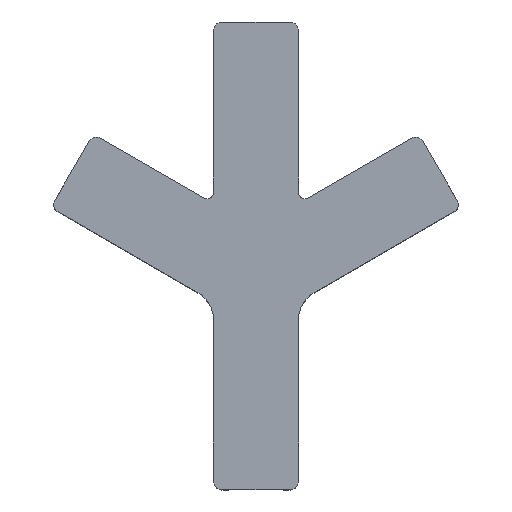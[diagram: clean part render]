
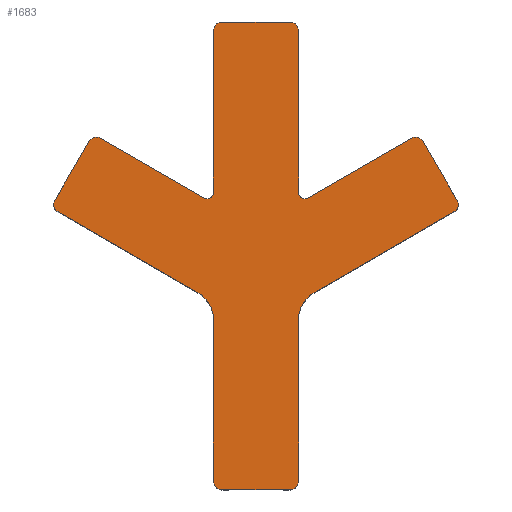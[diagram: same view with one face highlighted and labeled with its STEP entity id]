
A CAD part, top view. The second image highlights one B-rep face of the part: STEP entity #1683.
In plain terms, the highlighted planar face has unit normal (0, 0, 1).
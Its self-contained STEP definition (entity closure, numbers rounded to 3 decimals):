
#51=CIRCLE('',#1818,2.);
#52=CIRCLE('',#1821,1.547);
#53=CIRCLE('',#1824,2.);
#54=CIRCLE('',#1827,2.);
#55=CIRCLE('',#1830,7.321);
#56=CIRCLE('',#1833,2.);
#57=CIRCLE('',#1836,2.);
#58=CIRCLE('',#1837,7.321);
#59=CIRCLE('',#1838,2.);
#60=CIRCLE('',#1839,2.);
#61=CIRCLE('',#1840,1.547);
#62=CIRCLE('',#1841,2.);
#157=FACE_OUTER_BOUND('',#259,.T.);
#259=EDGE_LOOP('',(#1411,#1412,#1413,#1414,#1415,#1416,#1417,#1418,#1419,
#1420,#1421,#1422,#1423,#1424,#1425,#1426,#1427,#1428,#1429,#1430,#1431,
#1432,#1433,#1434));
#443=LINE('',#2716,#643);
#446=LINE('',#2724,#646);
#449=LINE('',#2732,#649);
#452=LINE('',#2740,#652);
#455=LINE('',#2748,#655);
#457=LINE('',#2756,#657);
#458=LINE('',#2760,#658);
#459=LINE('',#2764,#659);
#460=LINE('',#2768,#660);
#461=LINE('',#2772,#661);
#462=LINE('',#2776,#662);
#463=LINE('',#2779,#663);
#643=VECTOR('',#2221,10.);
#646=VECTOR('',#2230,10.);
#649=VECTOR('',#2239,10.);
#652=VECTOR('',#2248,10.);
#655=VECTOR('',#2257,10.);
#657=VECTOR('',#2267,10.);
#658=VECTOR('',#2270,10.);
#659=VECTOR('',#2273,10.);
#660=VECTOR('',#2276,10.);
#661=VECTOR('',#2279,10.);
#662=VECTOR('',#2282,10.);
#663=VECTOR('',#2285,10.);
#791=VERTEX_POINT('',#2708);
#792=VERTEX_POINT('',#2710);
#793=VERTEX_POINT('',#2714);
#794=VERTEX_POINT('',#2718);
#795=VERTEX_POINT('',#2722);
#796=VERTEX_POINT('',#2726);
#797=VERTEX_POINT('',#2730);
#798=VERTEX_POINT('',#2734);
#799=VERTEX_POINT('',#2738);
#800=VERTEX_POINT('',#2742);
#801=VERTEX_POINT('',#2746);
#802=VERTEX_POINT('',#2750);
#803=VERTEX_POINT('',#2755);
#804=VERTEX_POINT('',#2757);
#805=VERTEX_POINT('',#2759);
#806=VERTEX_POINT('',#2761);
#807=VERTEX_POINT('',#2763);
#808=VERTEX_POINT('',#2765);
#809=VERTEX_POINT('',#2767);
#810=VERTEX_POINT('',#2769);
#811=VERTEX_POINT('',#2771);
#812=VERTEX_POINT('',#2773);
#813=VERTEX_POINT('',#2775);
#814=VERTEX_POINT('',#2777);
#1001=EDGE_CURVE('',#791,#792,#51,.T.);
#1004=EDGE_CURVE('',#791,#793,#443,.T.);
#1006=EDGE_CURVE('',#793,#794,#52,.T.);
#1008=EDGE_CURVE('',#795,#794,#446,.T.);
#1010=EDGE_CURVE('',#796,#795,#53,.T.);
#1012=EDGE_CURVE('',#796,#797,#449,.T.);
#1014=EDGE_CURVE('',#798,#797,#54,.T.);
#1016=EDGE_CURVE('',#799,#798,#452,.T.);
#1018=EDGE_CURVE('',#799,#800,#55,.T.);
#1020=EDGE_CURVE('',#801,#800,#455,.T.);
#1022=EDGE_CURVE('',#802,#801,#56,.T.);
#1023=EDGE_CURVE('',#802,#803,#457,.T.);
#1024=EDGE_CURVE('',#804,#803,#57,.T.);
#1025=EDGE_CURVE('',#805,#804,#458,.T.);
#1026=EDGE_CURVE('',#805,#806,#58,.T.);
#1027=EDGE_CURVE('',#806,#807,#459,.T.);
#1028=EDGE_CURVE('',#808,#807,#59,.T.);
#1029=EDGE_CURVE('',#808,#809,#460,.T.);
#1030=EDGE_CURVE('',#810,#809,#60,.T.);
#1031=EDGE_CURVE('',#810,#811,#461,.T.);
#1032=EDGE_CURVE('',#812,#811,#61,.T.);
#1033=EDGE_CURVE('',#813,#812,#462,.T.);
#1034=EDGE_CURVE('',#814,#813,#62,.T.);
#1035=EDGE_CURVE('',#792,#814,#463,.T.);
#1411=ORIENTED_EDGE('',*,*,#1010,.F.);
#1412=ORIENTED_EDGE('',*,*,#1012,.T.);
#1413=ORIENTED_EDGE('',*,*,#1014,.F.);
#1414=ORIENTED_EDGE('',*,*,#1016,.F.);
#1415=ORIENTED_EDGE('',*,*,#1018,.T.);
#1416=ORIENTED_EDGE('',*,*,#1020,.F.);
#1417=ORIENTED_EDGE('',*,*,#1022,.F.);
#1418=ORIENTED_EDGE('',*,*,#1023,.T.);
#1419=ORIENTED_EDGE('',*,*,#1024,.F.);
#1420=ORIENTED_EDGE('',*,*,#1025,.F.);
#1421=ORIENTED_EDGE('',*,*,#1026,.T.);
#1422=ORIENTED_EDGE('',*,*,#1027,.T.);
#1423=ORIENTED_EDGE('',*,*,#1028,.F.);
#1424=ORIENTED_EDGE('',*,*,#1029,.T.);
#1425=ORIENTED_EDGE('',*,*,#1030,.F.);
#1426=ORIENTED_EDGE('',*,*,#1031,.T.);
#1427=ORIENTED_EDGE('',*,*,#1032,.F.);
#1428=ORIENTED_EDGE('',*,*,#1033,.F.);
#1429=ORIENTED_EDGE('',*,*,#1034,.F.);
#1430=ORIENTED_EDGE('',*,*,#1035,.F.);
#1431=ORIENTED_EDGE('',*,*,#1001,.F.);
#1432=ORIENTED_EDGE('',*,*,#1004,.T.);
#1433=ORIENTED_EDGE('',*,*,#1006,.T.);
#1434=ORIENTED_EDGE('',*,*,#1008,.F.);
#1587=PLANE('',#1835);
#1683=ADVANCED_FACE('',(#157),#1587,.T.);
#1818=AXIS2_PLACEMENT_3D('',#2711,#2215,#2216);
#1821=AXIS2_PLACEMENT_3D('',#2720,#2225,#2226);
#1824=AXIS2_PLACEMENT_3D('',#2728,#2234,#2235);
#1827=AXIS2_PLACEMENT_3D('',#2736,#2243,#2244);
#1830=AXIS2_PLACEMENT_3D('',#2744,#2252,#2253);
#1833=AXIS2_PLACEMENT_3D('',#2752,#2261,#2262);
#1835=AXIS2_PLACEMENT_3D('',#2754,#2265,#2266);
#1836=AXIS2_PLACEMENT_3D('',#2758,#2268,#2269);
#1837=AXIS2_PLACEMENT_3D('',#2762,#2271,#2272);
#1838=AXIS2_PLACEMENT_3D('',#2766,#2274,#2275);
#1839=AXIS2_PLACEMENT_3D('',#2770,#2277,#2278);
#1840=AXIS2_PLACEMENT_3D('',#2774,#2280,#2281);
#1841=AXIS2_PLACEMENT_3D('',#2778,#2283,#2284);
#2215=DIRECTION('center_axis',(0.,0.,-1.));
#2216=DIRECTION('ref_axis',(-0.707,0.707,0.));
#2221=DIRECTION('',(0.,-1.,0.));
#2225=DIRECTION('center_axis',(0.,0.,-1.));
#2226=DIRECTION('ref_axis',(-1.,0.,0.));
#2230=DIRECTION('',(0.866,-0.5,0.));
#2234=DIRECTION('center_axis',(0.,0.,-1.));
#2235=DIRECTION('ref_axis',(-0.259,0.966,0.));
#2239=DIRECTION('',(-0.5,-0.866,0.));
#2243=DIRECTION('center_axis',(0.,0.,-1.));
#2244=DIRECTION('ref_axis',(-0.966,-0.259,0.));
#2248=DIRECTION('',(-0.866,0.5,0.));
#2252=DIRECTION('center_axis',(0.,0.,-1.));
#2253=DIRECTION('ref_axis',(1.,0.,0.));
#2257=DIRECTION('',(0.,1.,0.));
#2261=DIRECTION('center_axis',(0.,0.,-1.));
#2262=DIRECTION('ref_axis',(-0.707,-0.707,0.));
#2265=DIRECTION('center_axis',(0.,0.,1.));
#2266=DIRECTION('ref_axis',(1.,0.,0.));
#2267=DIRECTION('',(1.,0.,0.));
#2268=DIRECTION('center_axis',(0.,0.,-1.));
#2269=DIRECTION('ref_axis',(0.707,-0.707,0.));
#2270=DIRECTION('',(0.,-1.,0.));
#2271=DIRECTION('center_axis',(0.,0.,-1.));
#2272=DIRECTION('ref_axis',(-1.,0.,0.));
#2273=DIRECTION('',(0.866,0.5,0.));
#2274=DIRECTION('center_axis',(0.,0.,-1.));
#2275=DIRECTION('ref_axis',(0.966,-0.259,0.));
#2276=DIRECTION('',(-0.5,0.866,0.));
#2277=DIRECTION('center_axis',(0.,0.,-1.));
#2278=DIRECTION('ref_axis',(0.259,0.966,0.));
#2279=DIRECTION('',(-0.866,-0.5,0.));
#2280=DIRECTION('center_axis',(0.,0.,1.));
#2281=DIRECTION('ref_axis',(1.,0.,0.));
#2282=DIRECTION('',(0.,-1.,0.));
#2283=DIRECTION('center_axis',(0.,0.,-1.));
#2284=DIRECTION('ref_axis',(0.707,0.707,0.));
#2285=DIRECTION('',(1.,0.,0.));
#2708=CARTESIAN_POINT('',(-10.,58.,0.));
#2710=CARTESIAN_POINT('',(-8.,60.,0.));
#2711=CARTESIAN_POINT('Origin',(-8.,58.,0.));
#2714=CARTESIAN_POINT('',(-10.,20.,0.));
#2716=CARTESIAN_POINT('',(-10.,60.,0.));
#2718=CARTESIAN_POINT('',(-12.321,18.66,0.));
#2720=CARTESIAN_POINT('Origin',(-11.547,20.,0.));
#2722=CARTESIAN_POINT('',(-36.569,32.66,0.));
#2724=CARTESIAN_POINT('',(-46.962,38.66,0.));
#2726=CARTESIAN_POINT('',(-39.301,31.928,0.));
#2728=CARTESIAN_POINT('Origin',(-37.569,30.928,0.));
#2730=CARTESIAN_POINT('',(-47.301,18.072,0.));
#2732=CARTESIAN_POINT('',(-39.306,31.92,0.));
#2734=CARTESIAN_POINT('',(-46.569,15.34,0.));
#2736=CARTESIAN_POINT('Origin',(-45.569,17.072,0.));
#2738=CARTESIAN_POINT('',(-13.66,-3.66,0.));
#2740=CARTESIAN_POINT('',(-5.,-8.66,0.));
#2742=CARTESIAN_POINT('',(-10.,-10.,0.));
#2744=CARTESIAN_POINT('Origin',(-17.321,-10.,0.));
#2746=CARTESIAN_POINT('',(-10.,-48.,0.));
#2748=CARTESIAN_POINT('',(-10.,-60.,0.));
#2750=CARTESIAN_POINT('',(-8.,-50.,0.));
#2752=CARTESIAN_POINT('Origin',(-8.,-48.,0.));
#2754=CARTESIAN_POINT('Origin',(0.,30.,0.));
#2755=CARTESIAN_POINT('',(8.,-50.,0.));
#2756=CARTESIAN_POINT('',(5.,-50.,0.));
#2757=CARTESIAN_POINT('',(10.,-48.,0.));
#2758=CARTESIAN_POINT('Origin',(8.,-48.,0.));
#2759=CARTESIAN_POINT('',(10.,-10.,0.));
#2760=CARTESIAN_POINT('',(10.,60.,0.));
#2761=CARTESIAN_POINT('',(13.66,-3.66,0.));
#2762=CARTESIAN_POINT('Origin',(17.321,-10.,0.));
#2763=CARTESIAN_POINT('',(46.569,15.34,0.));
#2764=CARTESIAN_POINT('',(5.,-8.66,0.));
#2765=CARTESIAN_POINT('',(47.301,18.072,0.));
#2766=CARTESIAN_POINT('Origin',(45.569,17.072,0.));
#2767=CARTESIAN_POINT('',(39.301,31.928,0.));
#2768=CARTESIAN_POINT('',(34.306,40.58,0.));
#2769=CARTESIAN_POINT('',(36.569,32.66,0.));
#2770=CARTESIAN_POINT('Origin',(37.569,30.928,0.));
#2771=CARTESIAN_POINT('',(12.321,18.66,0.));
#2772=CARTESIAN_POINT('',(46.962,38.66,0.));
#2773=CARTESIAN_POINT('',(10.,20.,0.));
#2774=CARTESIAN_POINT('Origin',(11.547,20.,0.));
#2775=CARTESIAN_POINT('',(10.,58.,0.));
#2776=CARTESIAN_POINT('',(10.,60.,0.));
#2777=CARTESIAN_POINT('',(8.,60.,0.));
#2778=CARTESIAN_POINT('Origin',(8.,58.,0.));
#2779=CARTESIAN_POINT('',(-10.,60.,0.));
